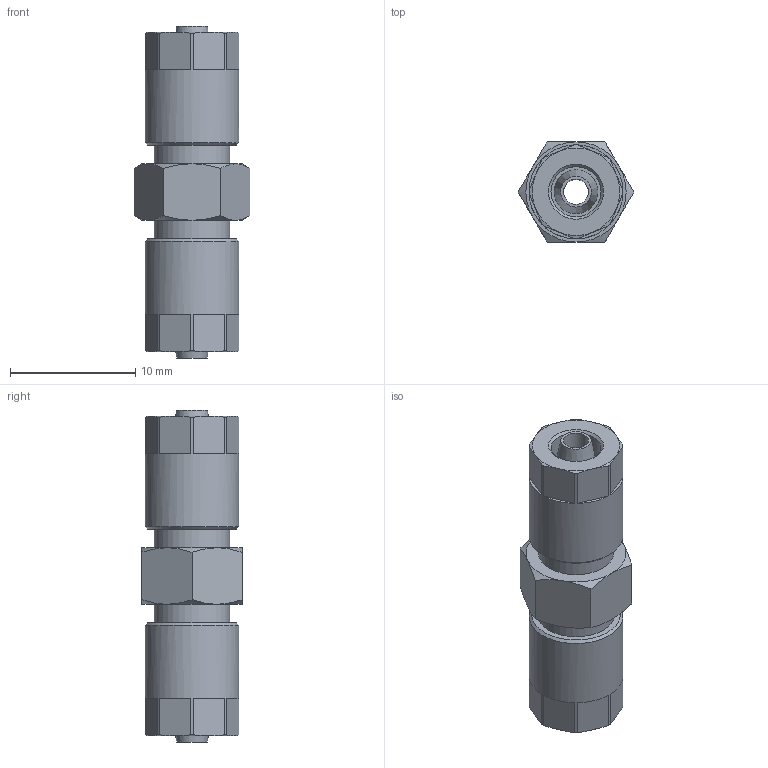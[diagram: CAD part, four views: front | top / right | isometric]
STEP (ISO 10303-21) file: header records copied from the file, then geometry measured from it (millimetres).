
FILE_DESCRIPTION(( 'MC.14.04.00.STP' ), '1');
FILE_NAME( 'MC.14.04.00.STP', '2018-10-01T16:36:39',( 'Sopra'),('sopra-pneumatic.com'), 'SwSTEP 2.0','SolidWorks 2009','' );
FILE_SCHEMA (('AUTOMOTIVE_DESIGN { 1 0 10303 214 1 1 1 1 }'));
Length unit declared in the file: millimetre
Products named in the file (4): Root; R10403; 17001
Assembly tree (3 placements, depth 2):
  Root
    R10403
    17001
    17001
Bounding box: 9.24 x 8 x 26.5 mm (x, y, z)
Volume: 938.4 mm3; surface area: 1474.9 mm2
Topology: 3 solids, 3 shells, 101 faces, 232 edges, 143 vertices
Faces by surface type: plane 50, cone 40, cylinder 11
Full cylindrical faces by diameter (mm): 2 x1, 3.1 x2, 4 x2, 5.387 x2, 6 x2, 7.5 x2
Entity records: 4830 total; most frequent: DIRECTION 564, CARTESIAN_POINT 445, PRESENTATION_STYLE_ASSIGNMENT 407, COLOUR_RGB 405, DRAUGHTING_PRE_DEFINED_CURVE_FONT 404, CURVE_STYLE 404, OVER_RIDING_STYLED_ITEM 404, ORIENTED_EDGE 404
